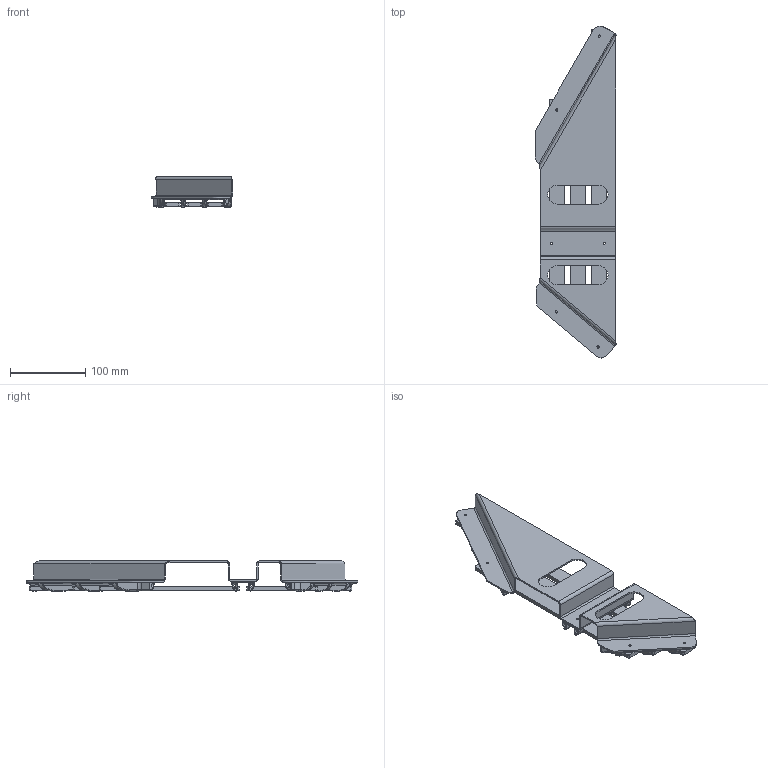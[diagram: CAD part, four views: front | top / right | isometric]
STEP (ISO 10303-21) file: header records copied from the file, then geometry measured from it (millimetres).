
FILE_DESCRIPTION(/* description */ (''),/* implementation_level */ '2;1');
FILE_NAME(/* name */ 'SoundModule.stp',/* time_stamp */ '2024-07-02T22:09:52-05:00',/* author */ ('ga_ma'),/* organization */ (''),/* preprocessor_version */ 'ST-DEVELOPER v19',/* originating_system */ 'Autodesk Inventor 2023',/* authorisation */ '');
FILE_SCHEMA (('AUTOMOTIVE_DESIGN { 1 0 10303 214 3 1 1 }'));
Length unit declared in the file: millimetre
Products named in the file (11): SoundModule; SoundModule_Support_MIR; SoundModule_NoteSeparator_MIR; SoundModule_NoteSeparator2_MIR; SoundModule_NoteSeparator3; SoundModule_1; SoundModule_2; SoundModule_3; SoundModule_4; SoundModule_5; SoundModule_6
Assembly tree (10 placements, depth 2):
  SoundModule
    SoundModule_Support_MIR
    SoundModule_NoteSeparator_MIR
    SoundModule_NoteSeparator2_MIR
    SoundModule_NoteSeparator3
    SoundModule_1
    SoundModule_2
    SoundModule_3
    SoundModule_4
    SoundModule_5
    SoundModule_6
Bounding box: 108.48 x 440.7 x 40 mm (x, y, z)
Volume: 229422.3 mm3; surface area: 176260 mm2
Topology: 10 solids, 10 shells, 759 faces, 1991 edges, 1236 vertices
Faces by surface type: plane 289, bspline 207, cylinder 206, torus 43, cone 14
Full cylindrical faces by diameter (mm): 3 x22
Entity records: 27420 total; most frequent: CARTESIAN_POINT 9015, ORIENTED_EDGE 3982, DIRECTION 3456, EDGE_CURVE 1991, VERTEX_POINT 1236, AXIS2_PLACEMENT_3D 1212, LINE 1032, VECTOR 1032
